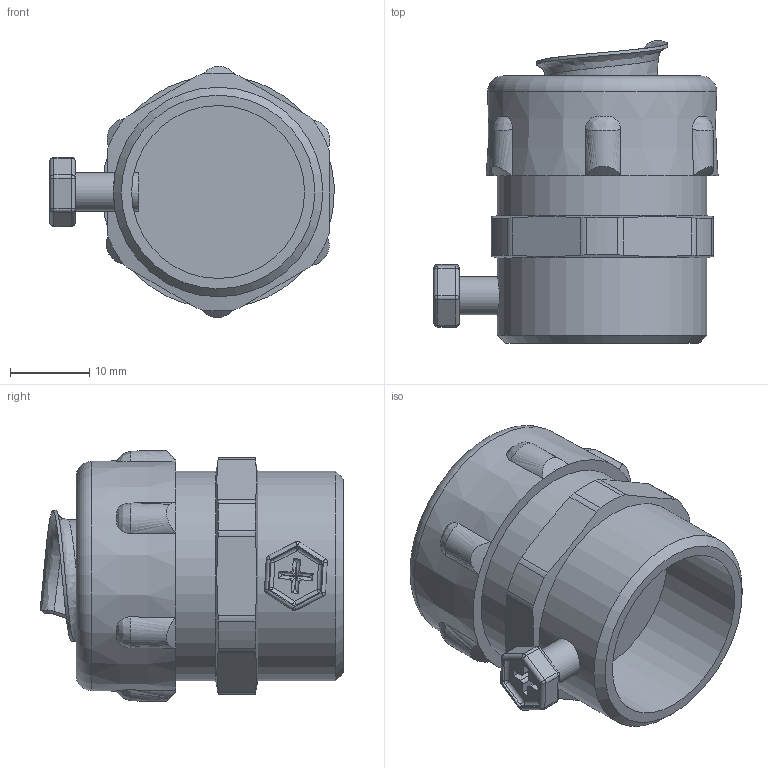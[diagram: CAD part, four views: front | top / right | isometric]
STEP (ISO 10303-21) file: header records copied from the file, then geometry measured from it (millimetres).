
FILE_DESCRIPTION(/* description */ (''),/* implementation_level */ '2;1');
FILE_NAME(/* name */ '',/* time_stamp */ '2025-06-04T15:45:38+07:00',/* author */ ('zeta-82'),/* organization */ (''),/* preprocessor_version */ 'ST-DEVELOPER v19.2',/* originating_system */ 'Autodesk Inventor 2024',/* authorisation */ '');
FILE_SCHEMA (('AUTOMOTIVE_DESIGN { 1 0 10303 214 3 1 1 }'));
Length unit declared in the file: millimetre
Products named in the file (1): Деталь4
Bounding box: 35.82 x 38.19 x 31.66 mm (x, y, z)
Volume: 15627.1 mm3; surface area: 6519.8 mm2
Topology: 8 solids, 8 shells, 184 faces, 444 edges, 279 vertices
Faces by surface type: cylinder 73, plane 43, bspline 38, sphere 18, cone 10, torus 2
Full cylindrical faces by diameter (mm): 4.8 x1, 5 x1, 13.4 x1, 14.2 x1, 21.5 x1, 21.8 x1, 26.4 x2
Entity records: 7437 total; most frequent: CARTESIAN_POINT 3059, ORIENTED_EDGE 890, DIRECTION 810, EDGE_CURVE 445, AXIS2_PLACEMENT_3D 315, VERTEX_POINT 284, EDGE_LOOP 193, STYLED_ITEM 189
